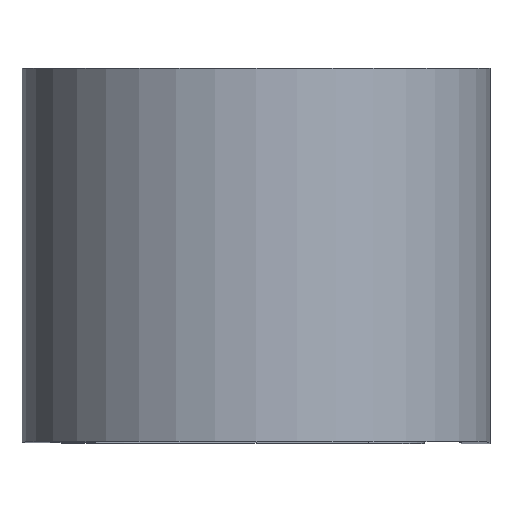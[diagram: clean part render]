
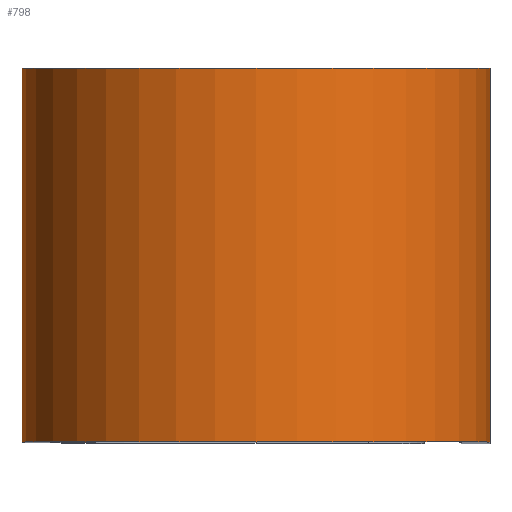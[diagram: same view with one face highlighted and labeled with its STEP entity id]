
A CAD part, top view. The second image highlights one B-rep face of the part: STEP entity #798.
In plain terms, the highlighted cylindrical face has radius 9.944 mm (diameter 19.888 mm), a partial arc.
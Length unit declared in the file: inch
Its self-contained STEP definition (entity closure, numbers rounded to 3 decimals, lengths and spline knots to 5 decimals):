
#8 = VERTEX_POINT ( 'NONE', #360 ) ;
#50 = ORIENTED_EDGE ( 'NONE', *, *, #252, .T. ) ;
#61 = VERTEX_POINT ( 'NONE', #765 ) ;
#67 = CARTESIAN_POINT ( 'NONE',  ( -0.3915, -0.3125, 0.687 ) ) ;
#82 = ORIENTED_EDGE ( 'NONE', *, *, #416, .F. ) ;
#89 = ORIENTED_EDGE ( 'NONE', *, *, #232, .F. ) ;
#90 = AXIS2_PLACEMENT_3D ( 'NONE', #143, #632, #214 ) ;
#102 = CARTESIAN_POINT ( 'NONE',  ( 0.3915, -0.3125, 0.687 ) ) ;
#106 = LINE ( 'NONE', #794, #675 ) ;
#143 = CARTESIAN_POINT ( 'NONE',  ( 0., -0.3125, 0.687 ) ) ;
#205 = DIRECTION ( 'NONE',  ( 0., -1., 0. ) ) ;
#214 = DIRECTION ( 'NONE',  ( 1., 0., 0. ) ) ;
#218 = ORIENTED_EDGE ( 'NONE', *, *, #866, .T. ) ;
#232 = EDGE_CURVE ( 'NONE', #8, #634, #106, .T. ) ;
#252 = EDGE_CURVE ( 'NONE', #61, #353, #693, .T. ) ;
#326 = VECTOR ( 'NONE', #799, 39.37008 ) ;
#353 = VERTEX_POINT ( 'NONE', #67 ) ;
#360 = CARTESIAN_POINT ( 'NONE',  ( 0.3915, 0.3125, 0.687 ) ) ;
#408 = DIRECTION ( 'NONE',  ( 0., -1., 0. ) ) ;
#409 = CARTESIAN_POINT ( 'NONE',  ( -0.3915, 0.3125, 0.687 ) ) ;
#416 = EDGE_CURVE ( 'NONE', #61, #8, #773, .T. ) ;
#432 = DIRECTION ( 'NONE',  ( 0., 1., 0. ) ) ;
#495 = CYLINDRICAL_SURFACE ( 'NONE', #672, 0.3915 ) ;
#537 = EDGE_LOOP ( 'NONE', ( #218, #89, #82, #50 ) ) ;
#632 = DIRECTION ( 'NONE',  ( 0., 1., 0. ) ) ;
#634 = VERTEX_POINT ( 'NONE', #102 ) ;
#672 = AXIS2_PLACEMENT_3D ( 'NONE', #846, #205, #686 ) ;
#675 = VECTOR ( 'NONE', #408, 39.37008 ) ;
#686 = DIRECTION ( 'NONE',  ( 0., 0., -1. ) ) ;
#693 = LINE ( 'NONE', #409, #326 ) ;
#765 = CARTESIAN_POINT ( 'NONE',  ( -0.3915, 0.3125, 0.687 ) ) ;
#773 = CIRCLE ( 'NONE', #826, 0.3915 ) ;
#779 = CIRCLE ( 'NONE', #90, 0.3915 ) ;
#794 = CARTESIAN_POINT ( 'NONE',  ( 0.3915, 0.3125, 0.687 ) ) ;
#798 = ADVANCED_FACE ( 'NONE', ( #827 ), #495, .T. ) ;
#799 = DIRECTION ( 'NONE',  ( 0., -1., 0. ) ) ;
#813 = CARTESIAN_POINT ( 'NONE',  ( 0., 0.3125, 0.687 ) ) ;
#826 = AXIS2_PLACEMENT_3D ( 'NONE', #813, #432, #867 ) ;
#827 = FACE_OUTER_BOUND ( 'NONE', #537, .T. ) ;
#846 = CARTESIAN_POINT ( 'NONE',  ( 0., 0.3125, 0.687 ) ) ;
#866 = EDGE_CURVE ( 'NONE', #353, #634, #779, .T. ) ;
#867 = DIRECTION ( 'NONE',  ( 1., 0., 0. ) ) ;
